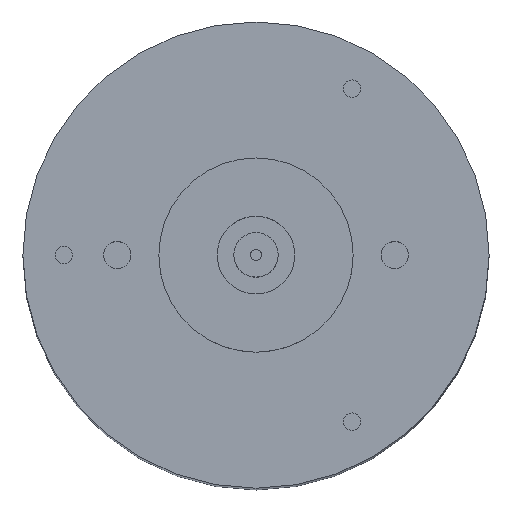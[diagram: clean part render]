
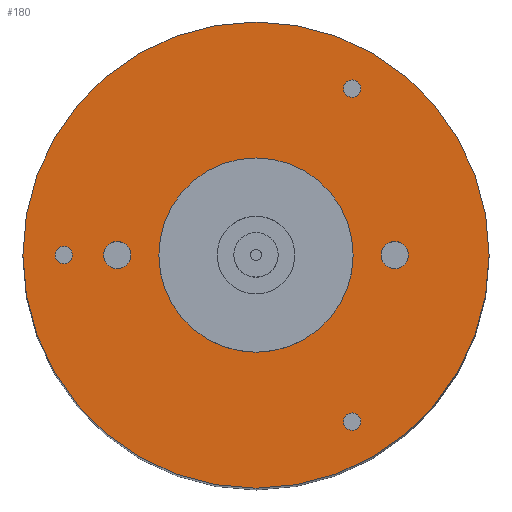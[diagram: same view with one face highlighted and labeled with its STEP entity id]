
A CAD part, top view. The second image highlights one B-rep face of the part: STEP entity #180.
In plain terms, the highlighted planar face has unit normal (0, 0, 1).
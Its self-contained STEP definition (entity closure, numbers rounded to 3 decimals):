
#180 = ADVANCED_FACE( '', ( #424, #425, #426, #427, #428, #429, #430 ), #431, .F. );
#424 = FACE_BOUND( '', #745, .T. );
#425 = FACE_BOUND( '', #746, .T. );
#426 = FACE_BOUND( '', #747, .T. );
#427 = FACE_BOUND( '', #748, .T. );
#428 = FACE_BOUND( '', #749, .T. );
#429 = FACE_BOUND( '', #750, .T. );
#430 = FACE_OUTER_BOUND( '', #751, .T. );
#431 = PLANE( '', #752 );
#745 = EDGE_LOOP( '', ( #1205 ) );
#746 = EDGE_LOOP( '', ( #1206 ) );
#747 = EDGE_LOOP( '', ( #1207 ) );
#748 = EDGE_LOOP( '', ( #1208 ) );
#749 = EDGE_LOOP( '', ( #1209 ) );
#750 = EDGE_LOOP( '', ( #1210 ) );
#751 = EDGE_LOOP( '', ( #1211 ) );
#752 = AXIS2_PLACEMENT_3D( '', #1212, #1213, #1214 );
#1205 = ORIENTED_EDGE( '', *, *, #1739, .T. );
#1206 = ORIENTED_EDGE( '', *, *, #1740, .T. );
#1207 = ORIENTED_EDGE( '', *, *, #1689, .T. );
#1208 = ORIENTED_EDGE( '', *, *, #1741, .T. );
#1209 = ORIENTED_EDGE( '', *, *, #1680, .T. );
#1210 = ORIENTED_EDGE( '', *, *, #1742, .T. );
#1211 = ORIENTED_EDGE( '', *, *, #1743, .F. );
#1212 = CARTESIAN_POINT( '', ( 0., 0., 93. ) );
#1213 = DIRECTION( '', ( 0., 0., -1. ) );
#1214 = DIRECTION( '', ( -1., 0., 0. ) );
#1680 = EDGE_CURVE( '', #1972, #1972, #1973, .T. );
#1689 = EDGE_CURVE( '', #1985, #1985, #1986, .T. );
#1739 = EDGE_CURVE( '', #2068, #2068, #2069, .T. );
#1740 = EDGE_CURVE( '', #2070, #2070, #2071, .T. );
#1741 = EDGE_CURVE( '', #2072, #2072, #2073, .T. );
#1742 = EDGE_CURVE( '', #2074, #2074, #2075, .T. );
#1743 = EDGE_CURVE( '', #2076, #2076, #2077, .T. );
#1972 = VERTEX_POINT( '', #2372 );
#1973 = CIRCLE( '', #2373, 1.23 );
#1985 = VERTEX_POINT( '', #2389 );
#1986 = CIRCLE( '', #2390, 0.784 );
#2068 = VERTEX_POINT( '', #2504 );
#2069 = CIRCLE( '', #2505, 0.784 );
#2070 = VERTEX_POINT( '', #2506 );
#2071 = CIRCLE( '', #2507, 0.784 );
#2072 = VERTEX_POINT( '', #2508 );
#2073 = CIRCLE( '', #2509, 1.23 );
#2074 = VERTEX_POINT( '', #2510 );
#2075 = CIRCLE( '', #2511, 8.75 );
#2076 = VERTEX_POINT( '', #2512 );
#2077 = CIRCLE( '', #2513, 21. );
#2372 = CARTESIAN_POINT( '', ( 12.5, -1.23, 93. ) );
#2373 = AXIS2_PLACEMENT_3D( '', #2780, #2781, #2782 );
#2389 = CARTESIAN_POINT( '', ( -17.321, -0.784, 93. ) );
#2390 = AXIS2_PLACEMENT_3D( '', #2790, #2791, #2792 );
#2504 = CARTESIAN_POINT( '', ( 8.66, -15.784, 93. ) );
#2505 = AXIS2_PLACEMENT_3D( '', #2840, #2841, #2842 );
#2506 = CARTESIAN_POINT( '', ( 8.66, 14.217, 93. ) );
#2507 = AXIS2_PLACEMENT_3D( '', #2843, #2844, #2845 );
#2508 = CARTESIAN_POINT( '', ( -12.5, -1.23, 93. ) );
#2509 = AXIS2_PLACEMENT_3D( '', #2846, #2847, #2848 );
#2510 = CARTESIAN_POINT( '', ( 0., 8.75, 93. ) );
#2511 = AXIS2_PLACEMENT_3D( '', #2849, #2850, #2851 );
#2512 = CARTESIAN_POINT( '', ( 21., 0., 93. ) );
#2513 = AXIS2_PLACEMENT_3D( '', #2852, #2853, #2854 );
#2780 = CARTESIAN_POINT( '', ( 12.5, 0., 93. ) );
#2781 = DIRECTION( '', ( 0., 0., -1. ) );
#2782 = DIRECTION( '', ( 0., -1., 0. ) );
#2790 = CARTESIAN_POINT( '', ( -17.321, 0., 93. ) );
#2791 = DIRECTION( '', ( 0., 0., -1. ) );
#2792 = DIRECTION( '', ( 0., -1., 0. ) );
#2840 = CARTESIAN_POINT( '', ( 8.66, -15., 93. ) );
#2841 = DIRECTION( '', ( 0., 0., -1. ) );
#2842 = DIRECTION( '', ( 0., -1., 0. ) );
#2843 = CARTESIAN_POINT( '', ( 8.66, 15., 93. ) );
#2844 = DIRECTION( '', ( 0., 0., -1. ) );
#2845 = DIRECTION( '', ( 0., -1., 0. ) );
#2846 = CARTESIAN_POINT( '', ( -12.5, 0., 93. ) );
#2847 = DIRECTION( '', ( 0., 0., -1. ) );
#2848 = DIRECTION( '', ( 0., -1., 0. ) );
#2849 = CARTESIAN_POINT( '', ( 0., 0., 93. ) );
#2850 = DIRECTION( '', ( 0., 0., -1. ) );
#2851 = DIRECTION( '', ( 0., 1., 0. ) );
#2852 = CARTESIAN_POINT( '', ( 0., 0., 93. ) );
#2853 = DIRECTION( '', ( 0., 0., -1. ) );
#2854 = DIRECTION( '', ( 1., 0., 0. ) );
